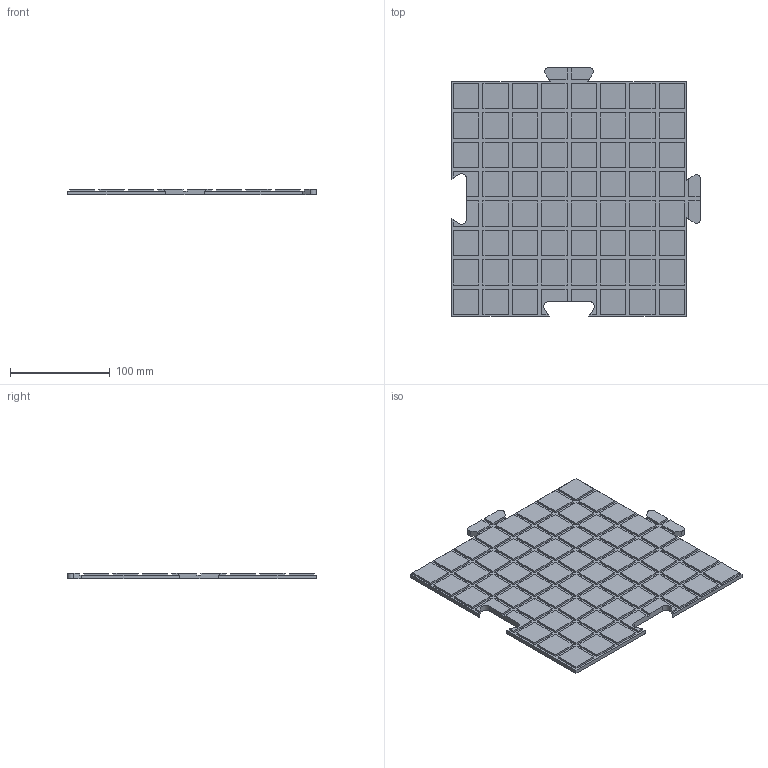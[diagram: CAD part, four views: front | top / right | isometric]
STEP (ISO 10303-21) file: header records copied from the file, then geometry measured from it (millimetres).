
FILE_DESCRIPTION(/* description */ (''),/* implementation_level */ '2;1');
FILE_NAME(/* name */ 'Base Plate.step',/* time_stamp */ '2025-07-23T19:59:44-05:00',/* author */ (''),/* organization */ (''),/* preprocessor_version */ 'ST-DEVELOPER v20.1',/* originating_system */ 'Autodesk Translation Framework v14.10.0.0',/* authorisation */ '');
FILE_SCHEMA (('AUTOMOTIVE_DESIGN { 1 0 10303 214 3 1 1 }'));
Length unit declared in the file: millimetre
Products named in the file (1): Base Plate
Bounding box: 249.2 x 249.2 x 6 mm (x, y, z)
Volume: 302951.6 mm3; surface area: 128276.1 mm2
Topology: 1 solids, 1 shells, 366 faces, 912 edges, 608 vertices
Faces by surface type: plane 358, cylinder 8
Entity records: 10705 total; most frequent: CARTESIAN_POINT 1887, ORIENTED_EDGE 1824, DIRECTION 1662, EDGE_CURVE 912, LINE 896, VECTOR 896, VERTEX_POINT 608, EDGE_LOOP 426
